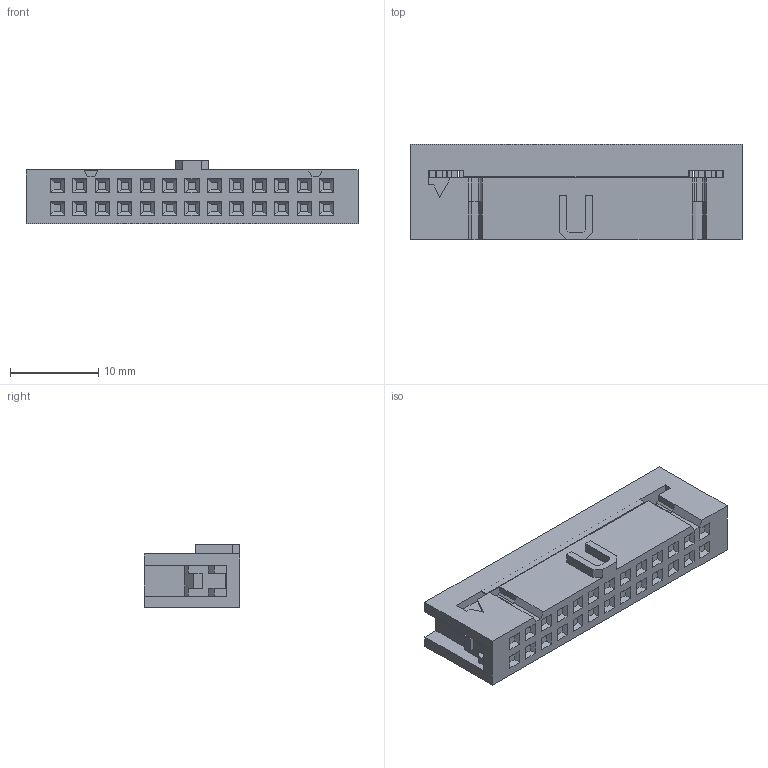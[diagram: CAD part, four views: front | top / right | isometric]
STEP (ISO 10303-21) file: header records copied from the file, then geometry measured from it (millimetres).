
FILE_DESCRIPTION(/* description */ (''),/* implementation_level */ '2;1');
FILE_NAME(/* name */ '100141385ugm000_b.stp',/* time_stamp */ '2016-11-24T14:02:25+01:00',/* author */ (''),/* organization */ (''),/* preprocessor_version */ 'ST-DEVELOPER v16',/* originating_system */ 'SIEMENS PLM Software NX 10.0',/* authorisation */ '');
FILE_SCHEMA (('AUTOMOTIVE_DESIGN { 1 0 10303 214 3 1 1 1 }'));
Length unit declared in the file: millimetre
Products named in the file (1): 100141385ugm000_b
Bounding box: 37.6 x 10.8 x 7.2 mm (x, y, z)
Volume: 2083.5 mm3; surface area: 1925 mm2
Topology: 1 solids, 1 shells, 439 faces, 1225 edges, 812 vertices
Faces by surface type: plane 433, cylinder 6
Entity records: 15480 total; most frequent: CARTESIAN_POINT 2477, ORIENTED_EDGE 2450, DIRECTION 2117, EDGE_CURVE 1225, LINE 1213, VECTOR 1213, VERTEX_POINT 812, EDGE_LOOP 569
